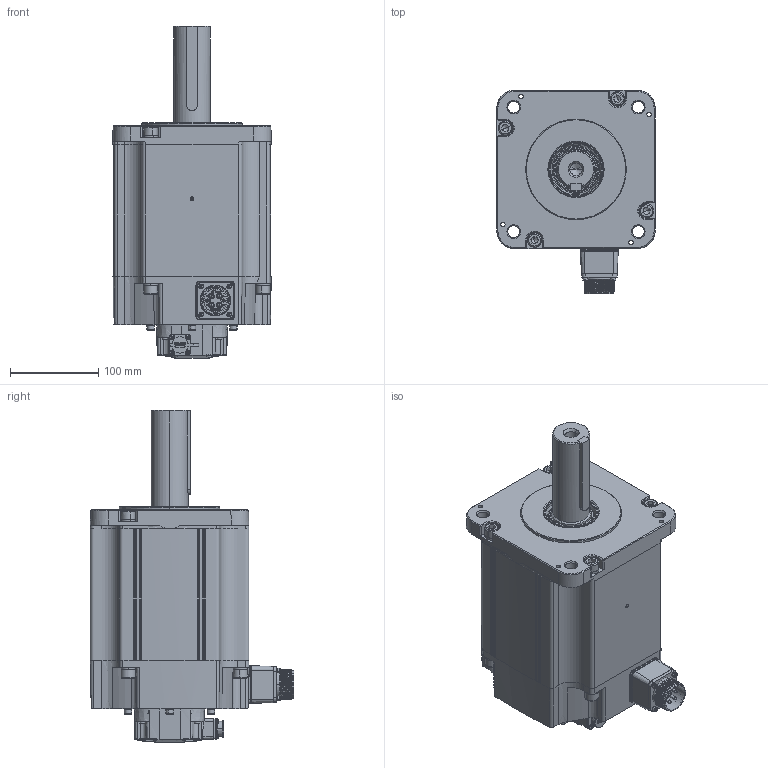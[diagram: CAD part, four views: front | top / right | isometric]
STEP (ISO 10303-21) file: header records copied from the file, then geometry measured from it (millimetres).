
FILE_DESCRIPTION (( 'STEP AP214' ), '1' );
FILE_NAME ('EM3G-55（抱闸）.STEP', '2023-11-17T01:03:43', ( '' ), ( '' ), 'SwSTEP 2.0', 'SolidWorks 2018', '' );
FILE_SCHEMA (( 'AUTOMOTIVE_DESIGN' ));
Length unit declared in the file: millimetre
Products named in the file (1): EM3G-55ㄗ惕掅ㄘ
Bounding box: 180 x 230.9 x 377 mm (x, y, z)
Volume: 6758736.7 mm3; surface area: 327679.3 mm2
Topology: 10 solids, 48 shells, 3231 faces, 8417 edges, 5354 vertices
Faces by surface type: plane 1561, cylinder 895, bspline 366, cone 248, torus 116, sphere 45
Entity records: 146953 total; most frequent: CARTESIAN_POINT 34663, ORIENTED_EDGE 16598, DIRECTION 15289, EDGE_CURVE 8299, AXIS2_PLACEMENT_3D 5352, VERTEX_POINT 5350, LINE 4585, VECTOR 4585
